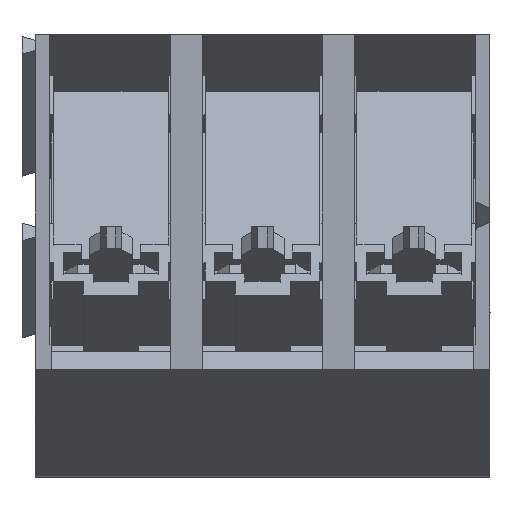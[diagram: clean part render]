
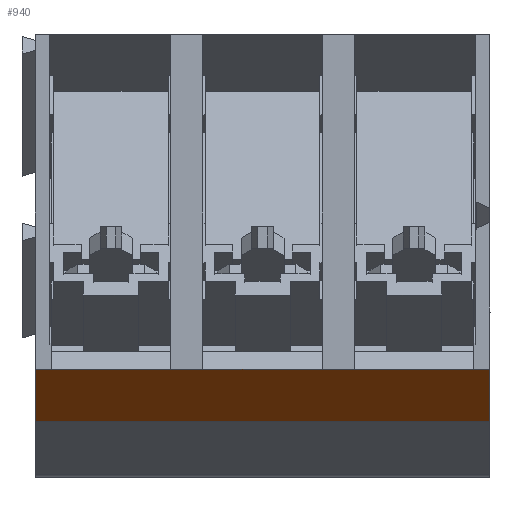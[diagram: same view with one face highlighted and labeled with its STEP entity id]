
A CAD part, front view. The second image highlights one B-rep face of the part: STEP entity #940.
In plain terms, the highlighted planar face has unit normal (0, -0.574, -0.819).
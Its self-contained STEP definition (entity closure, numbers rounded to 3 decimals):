
#705 = DIRECTION ( 'NONE',  ( -1., 0., 0. ) ) ;
#940 = ADVANCED_FACE ( 'NONE', ( #26539 ), #2412, .T. ) ;
#1096 = LINE ( 'NONE', #27344, #32184 ) ;
#1831 = ORIENTED_EDGE ( 'NONE', *, *, #23803, .F. ) ;
#1909 = DIRECTION ( 'NONE',  ( -1., 0., 0. ) ) ;
#2127 = ORIENTED_EDGE ( 'NONE', *, *, #30729, .F. ) ;
#2380 = CARTESIAN_POINT ( 'NONE',  ( 7.025, 0., 2.18 ) ) ;
#2412 = PLANE ( 'NONE',  #28680 ) ;
#2794 = CARTESIAN_POINT ( 'NONE',  ( 19.05, 3.113, 0. ) ) ;
#3125 = VECTOR ( 'NONE', #33667, 1000. ) ;
#3696 = EDGE_LOOP ( 'NONE', ( #1831, #27524, #25434, #28318, #2127, #27022, #24722, #21545, #8451, #27932 ) ) ;
#4426 = CARTESIAN_POINT ( 'NONE',  ( 19.05, 0., 2.18 ) ) ;
#5167 = VECTOR ( 'NONE', #20282, 1000. ) ;
#5546 = DIRECTION ( 'NONE',  ( 0., -0.574, -0.819 ) ) ;
#6781 = LINE ( 'NONE', #18707, #35958 ) ;
#7676 = DIRECTION ( 'NONE',  ( 0., -0.819, 0.574 ) ) ;
#7768 = VECTOR ( 'NONE', #21609, 1000. ) ;
#7945 = DIRECTION ( 'NONE',  ( -1., 0., 0. ) ) ;
#8328 = EDGE_CURVE ( 'NONE', #22054, #9350, #19310, .T. ) ;
#8451 = ORIENTED_EDGE ( 'NONE', *, *, #22866, .F. ) ;
#8735 = CARTESIAN_POINT ( 'NONE',  ( 0., 3.113, 0. ) ) ;
#9350 = VERTEX_POINT ( 'NONE', #22534 ) ;
#9452 = VERTEX_POINT ( 'NONE', #24099 ) ;
#9673 = LINE ( 'NONE', #30160, #7768 ) ;
#10700 = CARTESIAN_POINT ( 'NONE',  ( 13.375, 0., 2.18 ) ) ;
#14168 = LINE ( 'NONE', #32485, #27617 ) ;
#14249 = EDGE_CURVE ( 'NONE', #15944, #23677, #6781, .T. ) ;
#14273 = DIRECTION ( 'NONE',  ( 1., 0., 0. ) ) ;
#15944 = VERTEX_POINT ( 'NONE', #23963 ) ;
#15966 = CARTESIAN_POINT ( 'NONE',  ( 19.05, 0., 2.18 ) ) ;
#18677 = VECTOR ( 'NONE', #14273, 1000. ) ;
#18707 = CARTESIAN_POINT ( 'NONE',  ( 19.05, 3.113, 0. ) ) ;
#19277 = CARTESIAN_POINT ( 'NONE',  ( 13.375, 0., 2.18 ) ) ;
#19310 = LINE ( 'NONE', #15966, #20532 ) ;
#19369 = CARTESIAN_POINT ( 'NONE',  ( 19.05, 0., 2.18 ) ) ;
#20282 = DIRECTION ( 'NONE',  ( 1., 0., 0. ) ) ;
#20532 = VECTOR ( 'NONE', #31188, 1000. ) ;
#20854 = DIRECTION ( 'NONE',  ( 0., -0.819, 0.574 ) ) ;
#21545 = ORIENTED_EDGE ( 'NONE', *, *, #34552, .T. ) ;
#21609 = DIRECTION ( 'NONE',  ( 1., 0., 0. ) ) ;
#22054 = VERTEX_POINT ( 'NONE', #19277 ) ;
#22406 = EDGE_CURVE ( 'NONE', #9452, #36088, #14168, .T. ) ;
#22534 = CARTESIAN_POINT ( 'NONE',  ( 12.025, 0., 2.18 ) ) ;
#22866 = EDGE_CURVE ( 'NONE', #9452, #27952, #9673, .T. ) ;
#23365 = LINE ( 'NONE', #8735, #27134 ) ;
#23454 = DIRECTION ( 'NONE',  ( 0., 0.819, -0.574 ) ) ;
#23677 = VERTEX_POINT ( 'NONE', #30026 ) ;
#23803 = EDGE_CURVE ( 'NONE', #23677, #36088, #23365, .T. ) ;
#23963 = CARTESIAN_POINT ( 'NONE',  ( 19.05, 3.113, 0. ) ) ;
#24099 = CARTESIAN_POINT ( 'NONE',  ( 0.675, 0., 2.18 ) ) ;
#24287 = EDGE_CURVE ( 'NONE', #36261, #33480, #1096, .T. ) ;
#24487 = VERTEX_POINT ( 'NONE', #29685 ) ;
#24722 = ORIENTED_EDGE ( 'NONE', *, *, #33578, .F. ) ;
#25434 = ORIENTED_EDGE ( 'NONE', *, *, #26645, .T. ) ;
#26539 = FACE_OUTER_BOUND ( 'NONE', #3696, .T. ) ;
#26645 = EDGE_CURVE ( 'NONE', #15944, #36261, #34798, .T. ) ;
#27022 = ORIENTED_EDGE ( 'NONE', *, *, #8328, .T. ) ;
#27134 = VECTOR ( 'NONE', #20854, 1000. ) ;
#27344 = CARTESIAN_POINT ( 'NONE',  ( 19.05, 0., 2.18 ) ) ;
#27524 = ORIENTED_EDGE ( 'NONE', *, *, #14249, .F. ) ;
#27617 = VECTOR ( 'NONE', #1909, 1000. ) ;
#27700 = CARTESIAN_POINT ( 'NONE',  ( 18.375, 0., 2.18 ) ) ;
#27932 = ORIENTED_EDGE ( 'NONE', *, *, #22406, .T. ) ;
#27952 = VERTEX_POINT ( 'NONE', #30440 ) ;
#28082 = CARTESIAN_POINT ( 'NONE',  ( 19.05, 3.113, 0. ) ) ;
#28318 = ORIENTED_EDGE ( 'NONE', *, *, #24287, .T. ) ;
#28680 = AXIS2_PLACEMENT_3D ( 'NONE', #2794, #5546, #23454 ) ;
#29081 = LINE ( 'NONE', #2380, #18677 ) ;
#29685 = CARTESIAN_POINT ( 'NONE',  ( 7.025, 0., 2.18 ) ) ;
#30026 = CARTESIAN_POINT ( 'NONE',  ( 0., 3.113, 0. ) ) ;
#30160 = CARTESIAN_POINT ( 'NONE',  ( 0.675, 0., 2.18 ) ) ;
#30440 = CARTESIAN_POINT ( 'NONE',  ( 5.675, 0., 2.18 ) ) ;
#30729 = EDGE_CURVE ( 'NONE', #22054, #33480, #35109, .T. ) ;
#31188 = DIRECTION ( 'NONE',  ( -1., 0., 0. ) ) ;
#32184 = VECTOR ( 'NONE', #705, 1000. ) ;
#32485 = CARTESIAN_POINT ( 'NONE',  ( 19.05, 0., 2.18 ) ) ;
#33480 = VERTEX_POINT ( 'NONE', #27700 ) ;
#33578 = EDGE_CURVE ( 'NONE', #24487, #9350, #29081, .T. ) ;
#33667 = DIRECTION ( 'NONE',  ( -1., 0., 0. ) ) ;
#33860 = LINE ( 'NONE', #4426, #3125 ) ;
#34552 = EDGE_CURVE ( 'NONE', #24487, #27952, #33860, .T. ) ;
#34798 = LINE ( 'NONE', #28082, #36495 ) ;
#35109 = LINE ( 'NONE', #10700, #5167 ) ;
#35958 = VECTOR ( 'NONE', #7945, 1000. ) ;
#36088 = VERTEX_POINT ( 'NONE', #36804 ) ;
#36261 = VERTEX_POINT ( 'NONE', #19369 ) ;
#36495 = VECTOR ( 'NONE', #7676, 1000. ) ;
#36804 = CARTESIAN_POINT ( 'NONE',  ( 0., 0., 2.18 ) ) ;
